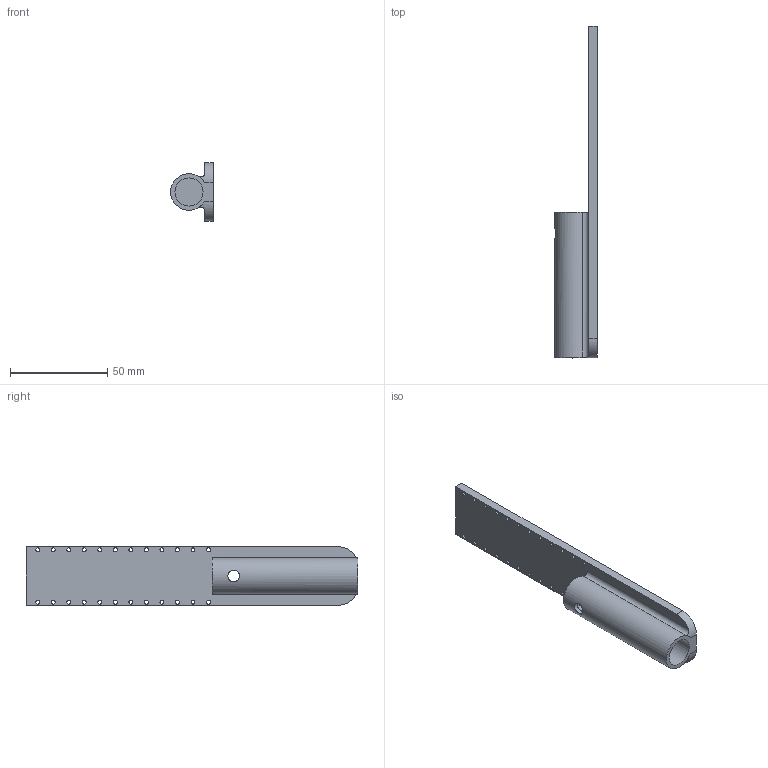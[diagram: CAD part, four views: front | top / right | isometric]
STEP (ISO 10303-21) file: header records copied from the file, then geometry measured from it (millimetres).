
FILE_DESCRIPTION(/* description */ (''),/* implementation_level */ '2;1');
FILE_NAME(/* name */ 'dummy wheel bracket v37.step',/* time_stamp */ '2020-09-20T18:17:23-04:00',/* author */ (''),/* organization */ (''),/* preprocessor_version */ 'ST-DEVELOPER v18.1',/* originating_system */ 'Autodesk Translation Framework v9.3.0.1241',/* authorisation */ '');
FILE_SCHEMA (('AUTOMOTIVE_DESIGN { 1 0 10303 214 3 1 1 }'));
Length unit declared in the file: millimetre
Products named in the file (1): dummy wheel bracket
Bounding box: 21.93 x 170.98 x 30 mm (x, y, z)
Volume: 31113.3 mm3; surface area: 18567 mm2
Topology: 1 solids, 1 shells, 40 faces, 116 edges, 78 vertices
Faces by surface type: cylinder 32, plane 8
Full cylindrical faces by diameter (mm): 2 x24, 6 x2, 14.5 x1
Entity records: 1614 total; most frequent: CARTESIAN_POINT 379, DIRECTION 246, ORIENTED_EDGE 232, EDGE_CURVE 116, AXIS2_PLACEMENT_3D 100, EDGE_LOOP 92, VERTEX_POINT 78, CIRCLE 59
